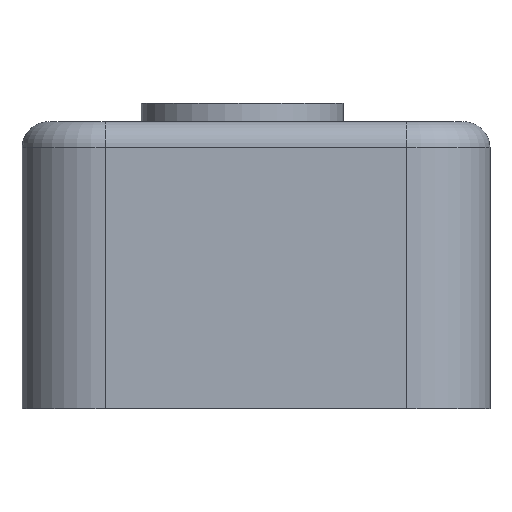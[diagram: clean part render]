
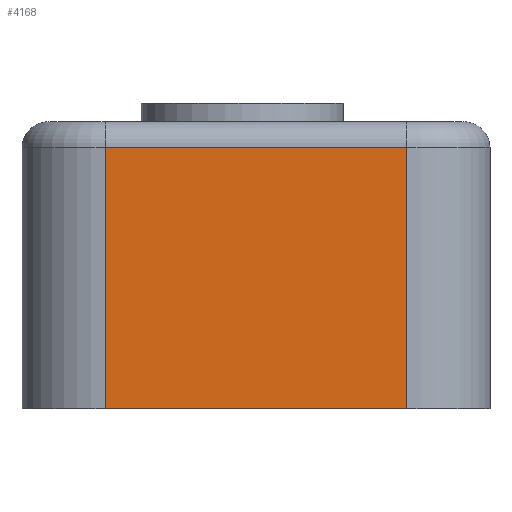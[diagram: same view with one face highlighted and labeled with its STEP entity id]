
A CAD part, left-side view. The second image highlights one B-rep face of the part: STEP entity #4168.
In plain terms, the highlighted planar face has unit normal (-1, 0, 0).
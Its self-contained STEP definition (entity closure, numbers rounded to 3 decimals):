
#507=FACE_OUTER_BOUND('',#749,.T.);
#749=EDGE_LOOP('',(#2915,#2916,#2917,#2918));
#1027=LINE('',#5947,#1376);
#1037=LINE('',#5997,#1386);
#1038=LINE('',#6001,#1387);
#1039=LINE('',#6002,#1388);
#1376=VECTOR('',#4875,10.);
#1386=VECTOR('',#4937,10.);
#1387=VECTOR('',#4942,10.);
#1388=VECTOR('',#4943,10.);
#1756=VERTEX_POINT('',#5944);
#1757=VERTEX_POINT('',#5946);
#1771=VERTEX_POINT('',#5996);
#1772=VERTEX_POINT('',#6000);
#2196=EDGE_CURVE('',#1756,#1757,#1027,.T.);
#2222=EDGE_CURVE('',#1771,#1757,#1037,.T.);
#2224=EDGE_CURVE('',#1772,#1756,#1038,.T.);
#2225=EDGE_CURVE('',#1772,#1771,#1039,.F.);
#2915=ORIENTED_EDGE('',*,*,#2196,.F.);
#2916=ORIENTED_EDGE('',*,*,#2224,.F.);
#2917=ORIENTED_EDGE('',*,*,#2225,.T.);
#2918=ORIENTED_EDGE('',*,*,#2222,.T.);
#4060=PLANE('',#4476);
#4168=ADVANCED_FACE('',(#507),#4060,.T.);
#4476=AXIS2_PLACEMENT_3D('',#5999,#4940,#4941);
#4875=DIRECTION('',(0.,-1.,0.));
#4937=DIRECTION('',(0.,0.,1.));
#4940=DIRECTION('center_axis',(-1.,0.,0.));
#4941=DIRECTION('ref_axis',(0.,-1.,0.));
#4942=DIRECTION('',(0.,0.,1.));
#4943=DIRECTION('',(0.,1.,0.));
#5944=CARTESIAN_POINT('',(-1.65,27.9,20.06));
#5946=CARTESIAN_POINT('',(-1.65,4.75,20.06));
#5947=CARTESIAN_POINT('',(-1.65,22.113,20.06));
#5996=CARTESIAN_POINT('',(-1.65,4.75,0.));
#5997=CARTESIAN_POINT('',(-1.65,4.75,0.));
#5999=CARTESIAN_POINT('Origin',(-1.65,27.9,0.));
#6000=CARTESIAN_POINT('',(-1.65,27.9,0.));
#6001=CARTESIAN_POINT('',(-1.65,27.9,0.));
#6002=CARTESIAN_POINT('',(-1.65,22.113,0.));
